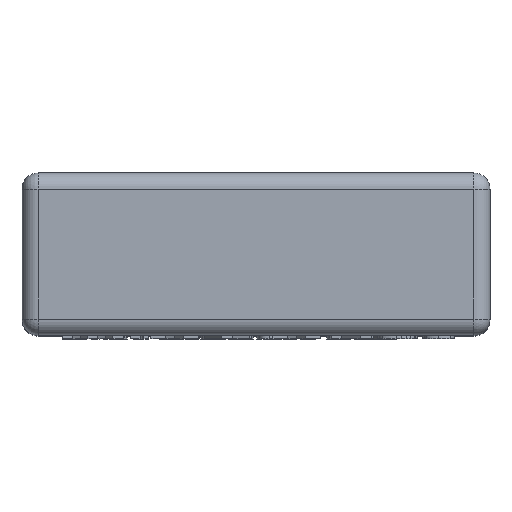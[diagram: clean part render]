
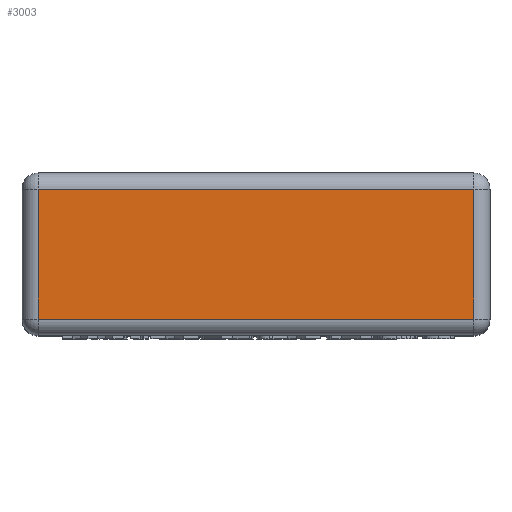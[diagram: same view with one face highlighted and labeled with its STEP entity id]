
A CAD part, top view. The second image highlights one B-rep face of the part: STEP entity #3003.
In plain terms, the highlighted planar face has unit normal (0, 0, 1).
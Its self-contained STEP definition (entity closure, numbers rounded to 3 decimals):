
#193 = VERTEX_POINT('',#194);
#194 = CARTESIAN_POINT('',(-3.35,1.,6.5));
#201 = EDGE_CURVE('',#193,#202,#204,.T.);
#202 = VERTEX_POINT('',#203);
#203 = CARTESIAN_POINT('',(-3.35,-1.,6.5));
#204 = LINE('',#205,#206);
#205 = CARTESIAN_POINT('',(-3.35,1.25,6.5));
#206 = VECTOR('',#207,1.);
#207 = DIRECTION('',(0.,-1.,0.));
#3003 = ADVANCED_FACE('',(#3004),#3029,.T.);
#3004 = FACE_BOUND('',#3005,.T.);
#3005 = EDGE_LOOP('',(#3006,#3014,#3022,#3028));
#3006 = ORIENTED_EDGE('',*,*,#3007,.T.);
#3007 = EDGE_CURVE('',#202,#3008,#3010,.T.);
#3008 = VERTEX_POINT('',#3009);
#3009 = CARTESIAN_POINT('',(3.35,-1.,6.5));
#3010 = LINE('',#3011,#3012);
#3011 = CARTESIAN_POINT('',(-3.6,-1.,6.5));
#3012 = VECTOR('',#3013,1.);
#3013 = DIRECTION('',(1.,0.,0.));
#3014 = ORIENTED_EDGE('',*,*,#3015,.F.);
#3015 = EDGE_CURVE('',#3016,#3008,#3018,.T.);
#3016 = VERTEX_POINT('',#3017);
#3017 = CARTESIAN_POINT('',(3.35,1.,6.5));
#3018 = LINE('',#3019,#3020);
#3019 = CARTESIAN_POINT('',(3.35,1.25,6.5));
#3020 = VECTOR('',#3021,1.);
#3021 = DIRECTION('',(0.,-1.,0.));
#3022 = ORIENTED_EDGE('',*,*,#3023,.F.);
#3023 = EDGE_CURVE('',#193,#3016,#3024,.T.);
#3024 = LINE('',#3025,#3026);
#3025 = CARTESIAN_POINT('',(-3.6,1.,6.5));
#3026 = VECTOR('',#3027,1.);
#3027 = DIRECTION('',(1.,0.,0.));
#3028 = ORIENTED_EDGE('',*,*,#201,.T.);
#3029 = PLANE('',#3030);
#3030 = AXIS2_PLACEMENT_3D('',#3031,#3032,#3033);
#3031 = CARTESIAN_POINT('',(-3.6,1.25,6.5));
#3032 = DIRECTION('',(0.,0.,1.));
#3033 = DIRECTION('',(1.,0.,0.));
